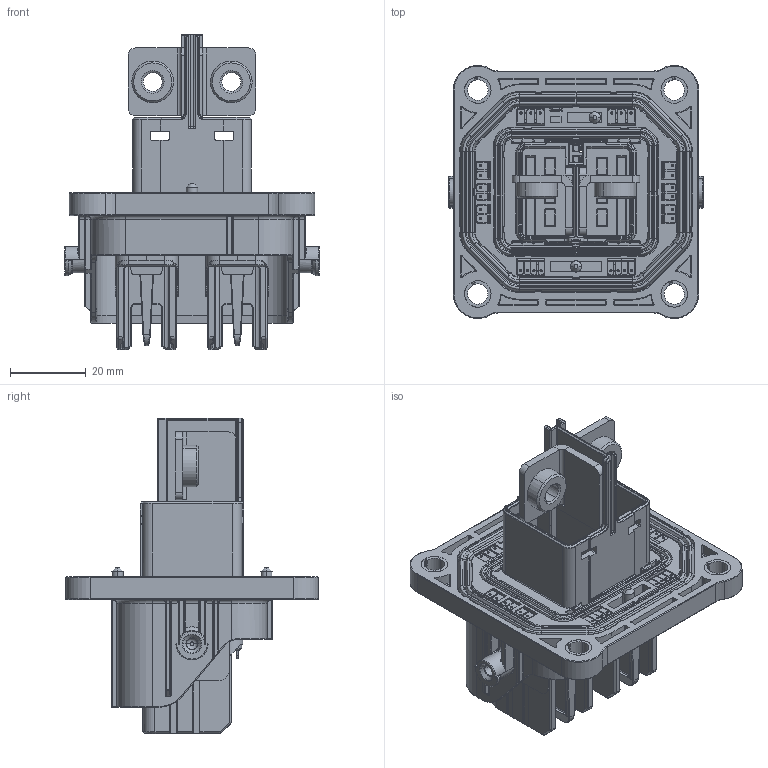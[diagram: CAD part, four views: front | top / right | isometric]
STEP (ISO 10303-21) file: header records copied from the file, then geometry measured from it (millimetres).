
FILE_DESCRIPTION (( 'STEP AP203' ), '1' );
FILE_NAME ('YGEV4-P2RA4²å×ù.STEP', '2025-06-30T02:14:14', ( '' ), ( '' ), 'SwSTEP 2.0', 'SolidWorks 2023', '' );
FILE_SCHEMA (( 'CONFIG_CONTROL_DESIGN' ));
Length unit declared in the file: millimetre
Products named in the file (16): YGEV4A3______3_1; self-clinching nut_pmm_PEM S-M6-0 ZI--N_1; YGEV4A3______1_1; 18__2GY003-050S ________TE1___1; 1-928918-1_1; 18__2GY004-050S ________TE1___1; YGEV4A3__________1_1; YGEV4A1______1(TE)_YGEV4A1______1(114022600410)_1; YGEV4-P2RA4插座(2); YGEV4A1______2(TE)_YGEV4A1______2(114022600411)_1; ________(__)(TE)_YGEV4A1________(__)(114069805207)_1; __7.5____5.9__6____(114039804414)___7.5____5.9__6____(114039804414)_1; _____________57.3__50.5__5______(__)(114050201170)_1; YGEV4A3__________2_1; 1-928918-1-0_1; YGEV4-P2RA4插座
Assembly tree (19 placements, depth 4):
  YGEV4-P2RA4插座
    YGEV4-P2RA4插座(2)
      YGEV4A3__________1_1
        18__2GY003-050S ________TE1___1
        self-clinching nut_pmm_PEM S-M6-0 ZI--N_1
      YGEV4A3__________2_1
        18__2GY004-050S ________TE1___1
        self-clinching nut_pmm_PEM S-M6-0 ZI--N_1
      ________(__)(TE)_YGEV4A1________(__)(114069805207)_1
      YGEV4A1______1(TE)_YGEV4A1______1(114022600410)_1
      YGEV4A3______1_1
      YGEV4A1______2(TE)_YGEV4A1______2(114022600411)_1
      _____________57.3__50.5__5______(__)(114050201170)_1
      YGEV4A3______3_1
      __7.5____5.9__6____(114039804414)___7.5____5.9__6____(114039804414)_1  x4
      1-928918-1_1
      1-928918-1-0_1
Bounding box: 67.4 x 67 x 83.5 mm (x, y, z)
Volume: 48076.1 mm3; surface area: 65059 mm2
Topology: 24 solids, 24 shells, 6361 faces, 15840 edges, 9210 vertices
Faces by surface type: plane 2638, cylinder 2144, torus 708, sphere 400, bspline 241, cone 230
Entity records: 190279 total; most frequent: CARTESIAN_POINT 44007, DIRECTION 31068, ORIENTED_EDGE 29864, EDGE_CURVE 14932, AXIS2_PLACEMENT_3D 11064, LINE 8940, VECTOR 8940, VERTEX_POINT 8880
